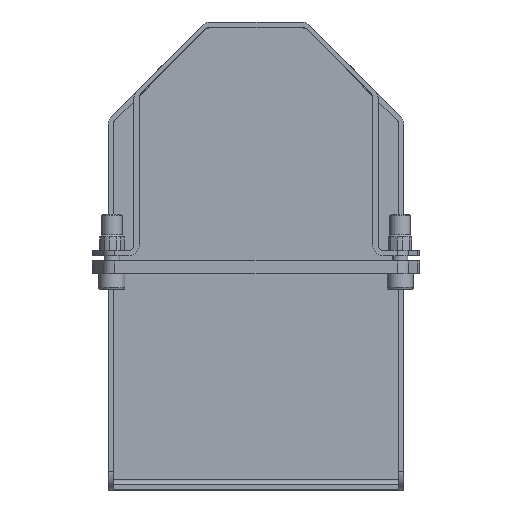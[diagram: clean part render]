
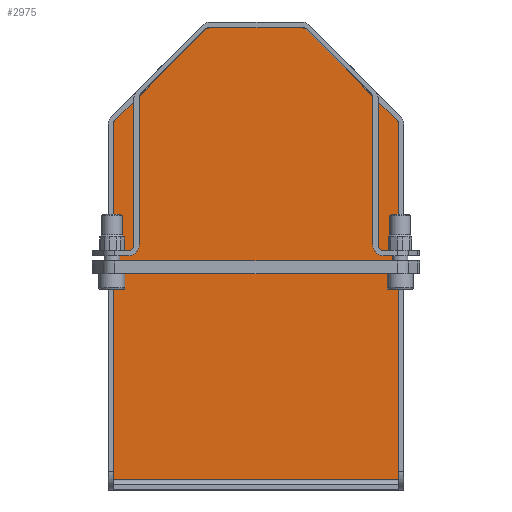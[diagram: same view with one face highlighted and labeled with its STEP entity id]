
A CAD part, top view. The second image highlights one B-rep face of the part: STEP entity #2975.
In plain terms, the highlighted planar face has unit normal (0, 0, 1).
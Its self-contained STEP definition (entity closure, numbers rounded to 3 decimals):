
#216=FACE_OUTER_BOUND('',#382,.T.);
#382=EDGE_LOOP('',(#2255,#2256,#2257,#2258,#2259,#2260,#2261,#2262,#2263,
#2264));
#591=LINE('',#4794,#847);
#592=LINE('',#4798,#848);
#593=LINE('',#4802,#849);
#594=LINE('',#4806,#850);
#595=LINE('',#4808,#851);
#596=LINE('',#4809,#852);
#847=VECTOR('',#3863,10.);
#848=VECTOR('',#3866,10.);
#849=VECTOR('',#3869,10.);
#850=VECTOR('',#3872,10.);
#851=VECTOR('',#3873,10.);
#852=VECTOR('',#3874,10.);
#1055=CIRCLE('',#3245,2.2);
#1056=CIRCLE('',#3246,2.2);
#1057=CIRCLE('',#3247,2.2);
#1058=CIRCLE('',#3248,2.2);
#1289=VERTEX_POINT('',#4790);
#1290=VERTEX_POINT('',#4791);
#1291=VERTEX_POINT('',#4793);
#1292=VERTEX_POINT('',#4795);
#1293=VERTEX_POINT('',#4797);
#1294=VERTEX_POINT('',#4799);
#1295=VERTEX_POINT('',#4801);
#1296=VERTEX_POINT('',#4803);
#1297=VERTEX_POINT('',#4805);
#1298=VERTEX_POINT('',#4807);
#1643=EDGE_CURVE('',#1289,#1290,#1055,.T.);
#1644=EDGE_CURVE('',#1291,#1289,#591,.T.);
#1645=EDGE_CURVE('',#1292,#1291,#1056,.T.);
#1646=EDGE_CURVE('',#1293,#1292,#592,.T.);
#1647=EDGE_CURVE('',#1294,#1293,#1057,.T.);
#1648=EDGE_CURVE('',#1295,#1294,#593,.T.);
#1649=EDGE_CURVE('',#1296,#1295,#1058,.T.);
#1650=EDGE_CURVE('',#1297,#1296,#594,.T.);
#1651=EDGE_CURVE('',#1297,#1298,#595,.T.);
#1652=EDGE_CURVE('',#1290,#1298,#596,.T.);
#2255=ORIENTED_EDGE('',*,*,#1643,.F.);
#2256=ORIENTED_EDGE('',*,*,#1644,.F.);
#2257=ORIENTED_EDGE('',*,*,#1645,.F.);
#2258=ORIENTED_EDGE('',*,*,#1646,.F.);
#2259=ORIENTED_EDGE('',*,*,#1647,.F.);
#2260=ORIENTED_EDGE('',*,*,#1648,.F.);
#2261=ORIENTED_EDGE('',*,*,#1649,.F.);
#2262=ORIENTED_EDGE('',*,*,#1650,.F.);
#2263=ORIENTED_EDGE('',*,*,#1651,.T.);
#2264=ORIENTED_EDGE('',*,*,#1652,.F.);
#2698=PLANE('',#3244);
#2975=ADVANCED_FACE('',(#216),#2698,.T.);
#3244=AXIS2_PLACEMENT_3D('',#4789,#3859,#3860);
#3245=AXIS2_PLACEMENT_3D('',#4792,#3861,#3862);
#3246=AXIS2_PLACEMENT_3D('',#4796,#3864,#3865);
#3247=AXIS2_PLACEMENT_3D('',#4800,#3867,#3868);
#3248=AXIS2_PLACEMENT_3D('',#4804,#3870,#3871);
#3859=DIRECTION('center_axis',(0.,0.,1.));
#3860=DIRECTION('ref_axis',(1.,0.,0.));
#3861=DIRECTION('center_axis',(0.,0.,-1.));
#3862=DIRECTION('ref_axis',(0.924,0.383,0.));
#3863=DIRECTION('',(0.707,-0.707,0.));
#3864=DIRECTION('center_axis',(0.,0.,-1.));
#3865=DIRECTION('ref_axis',(0.,-1.,0.));
#3866=DIRECTION('',(1.,0.,0.));
#3867=DIRECTION('center_axis',(0.,0.,-1.));
#3868=DIRECTION('ref_axis',(0.707,-0.707,0.));
#3869=DIRECTION('',(0.707,0.707,0.));
#3870=DIRECTION('center_axis',(0.,0.,-1.));
#3871=DIRECTION('ref_axis',(-0.924,0.383,0.));
#3872=DIRECTION('',(0.,1.,0.));
#3873=DIRECTION('',(1.,0.,0.));
#3874=DIRECTION('',(0.,-1.,0.));
#4789=CARTESIAN_POINT('Origin',(0.,-52.037,
-118.));
#4790=CARTESIAN_POINT('',(54.356,9.284,-118.));
#4791=CARTESIAN_POINT('',(55.,7.728,-118.));
#4792=CARTESIAN_POINT('Origin',(52.8,7.728,-118.));
#4793=CARTESIAN_POINT('',(19.284,44.356,-118.));
#4794=CARTESIAN_POINT('',(55.,8.64,-118.));
#4795=CARTESIAN_POINT('',(17.728,45.,-118.));
#4796=CARTESIAN_POINT('Origin',(17.728,42.8,-118.));
#4797=CARTESIAN_POINT('',(-17.728,45.,-118.));
#4798=CARTESIAN_POINT('',(17.728,45.,-118.));
#4799=CARTESIAN_POINT('',(-19.284,44.356,-118.));
#4800=CARTESIAN_POINT('Origin',(-17.728,42.8,-118.));
#4801=CARTESIAN_POINT('',(-54.356,9.284,-118.));
#4802=CARTESIAN_POINT('',(-19.284,44.356,-118.));
#4803=CARTESIAN_POINT('',(-55.,7.728,-118.));
#4804=CARTESIAN_POINT('Origin',(-52.8,7.728,-118.));
#4805=CARTESIAN_POINT('',(-55.,-129.,-118.));
#4806=CARTESIAN_POINT('',(-55.,8.64,-118.));
#4807=CARTESIAN_POINT('',(55.,-129.,-118.));
#4808=CARTESIAN_POINT('',(27.5,-129.,-118.));
#4809=CARTESIAN_POINT('',(55.,-133.,-118.));
